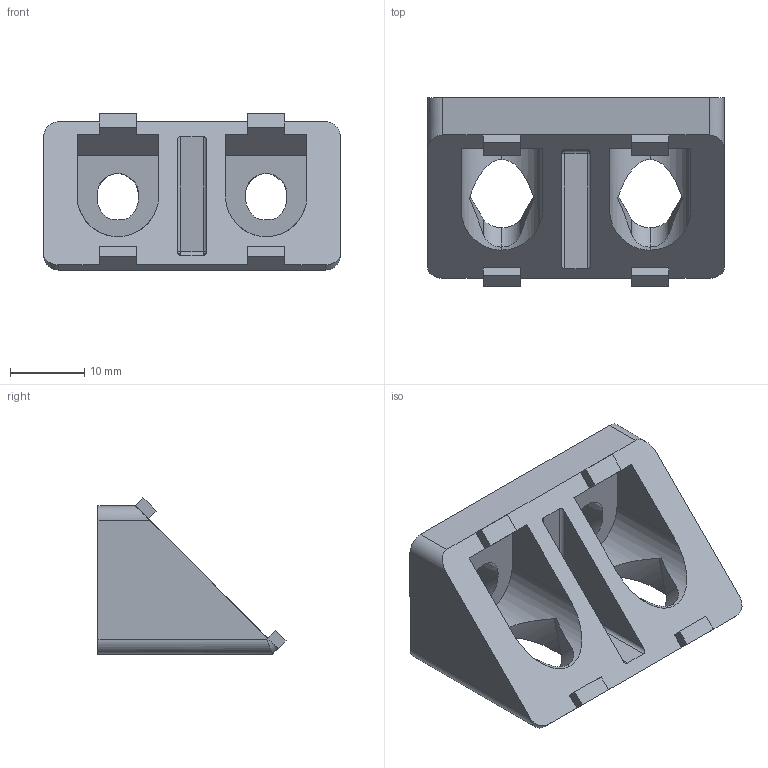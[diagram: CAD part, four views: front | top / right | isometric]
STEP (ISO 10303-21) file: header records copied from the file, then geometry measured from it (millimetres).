
FILE_DESCRIPTION (( 'STEP AP203' ), '1' );
FILE_NAME ('252655005_c_1.STEP', '2023-01-19T04:20:14', ( '' ), ( '' ), 'SwSTEP 2.0', 'SolidWorks 2014', '' );
FILE_SCHEMA (( 'CONFIG_CONTROL_DESIGN' ));
Length unit declared in the file: millimetre
Products named in the file (1): 252655005_c_1
Bounding box: 40 x 25.36 x 21.06 mm (x, y, z)
Volume: 7157.4 mm3; surface area: 5035.1 mm2
Topology: 1 solids, 1 shells, 109 faces, 289 edges, 180 vertices
Faces by surface type: plane 60, cylinder 41, bspline 8
Entity records: 3852 total; most frequent: CARTESIAN_POINT 1271, ORIENTED_EDGE 570, DIRECTION 453, EDGE_CURVE 285, VECTOR 193, LINE 193, VERTEX_POINT 180, AXIS2_PLACEMENT_3D 130
